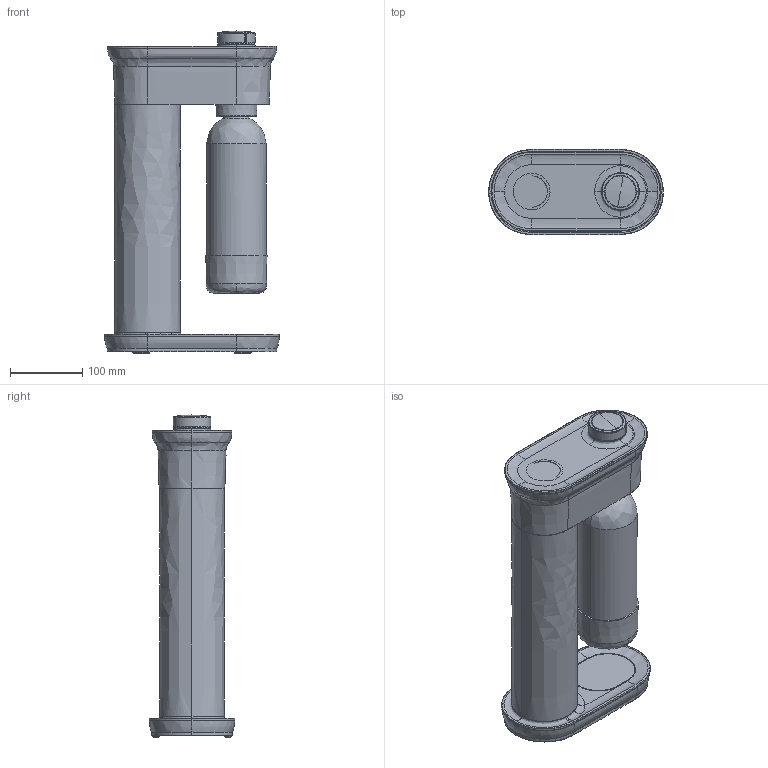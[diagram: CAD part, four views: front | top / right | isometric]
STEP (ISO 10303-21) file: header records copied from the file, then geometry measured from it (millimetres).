
FILE_DESCRIPTION(/* description */ ('AP214 STEP file'),/* implementation_level */ '2;1');
FILE_NAME(/* name */ '31941K00_Fizz_Stati_Fizz_Stati_100317808.stp',/* time_stamp */ '2022-12-14T11:46:19+01:00',/* author */ (''),/* organization */ (''),/* preprocessor_version */ 'ST-DEVELOPER v18.1',/* originating_system */ 'Elysium Co. Ltd. STEP Translator v8.3.0.0',/* authorisation */ '');
FILE_SCHEMA (('AUTOMOTIVE_DESIGN { 1 0 10303 214 3 1 1 }'));
Products named in the file (1): 31491k00_extract
Bounding box: 241.6 x 118.94 x 445.54 mm (x, y, z)
Volume: 36130.7 mm3; surface area: 314623.8 mm2
Topology: 1 solids, 3 shells, 481 faces, 1255 edges, 799 vertices
Faces by surface type: bspline 232, cylinder 151, plane 36, extrusion 33, torus 12, cone 12, sphere 5
Entity records: 35743 total; most frequent: CARTESIAN_POINT 23199, ORIENTED_EDGE 2504, EDGE_CURVE 1251, STYLED_ITEM 962, B_SPLINE_CURVE_WITH_KNOTS 801, VERTEX_POINT 799, EDGE_LOOP 505, ADVANCED_FACE 481
